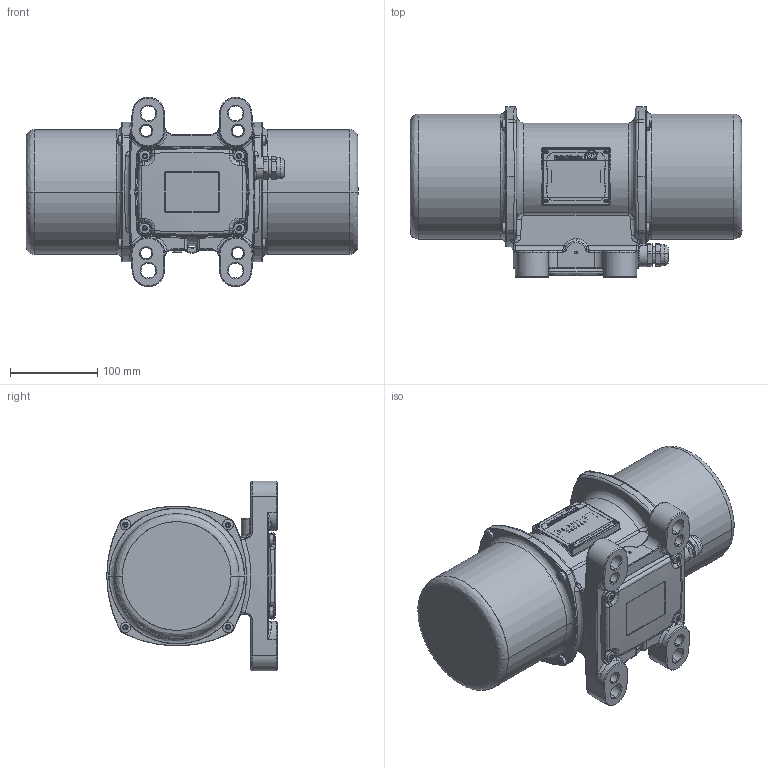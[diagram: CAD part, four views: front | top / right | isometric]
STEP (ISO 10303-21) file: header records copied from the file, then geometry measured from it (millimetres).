
FILE_DESCRIPTION (( 'STEP AP214' ), '1' );
FILE_NAME ('NEA-NEG 25540-50-60Hz.STEP', '2022-05-09T14:14:31', ( '' ), ( '' ), 'SwSTEP 2.0', 'SolidWorks 2015', '' );
FILE_SCHEMA (( 'AUTOMOTIVE_DESIGN' ));
Length unit declared in the file: millimetre
Products named in the file (1): NEA-NEG 25540-50-60Hz
Bounding box: 380 x 195 x 217 mm (x, y, z)
Volume: 1515281.2 mm3; surface area: 631131.7 mm2
Topology: 23 solids, 23 shells, 2787 faces, 7478 edges, 4882 vertices
Faces by surface type: bspline 1085, cylinder 749, plane 749, cone 204
Entity records: 144696 total; most frequent: CARTESIAN_POINT 80739, ORIENTED_EDGE 14794, DIRECTION 10637, EDGE_CURVE 7397, VERTEX_POINT 4882, AXIS2_PLACEMENT_3D 3907, EDGE_LOOP 3095, VECTOR 2823
